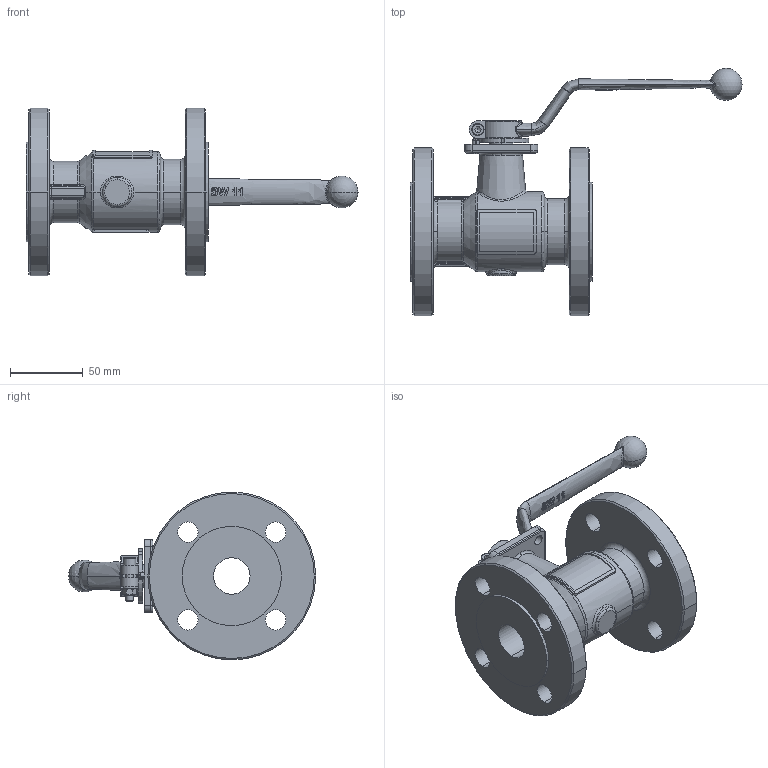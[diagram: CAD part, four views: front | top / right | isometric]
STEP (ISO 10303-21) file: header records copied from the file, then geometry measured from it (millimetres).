
FILE_DESCRIPTION(('STEP AP214'),'1');
FILE_NAME('valve_ksl75-25-16-b.stp','2018-01-29T07:38:57',('TraceParts'),('TraceParts S.A.'),'Spatial InterOp 3D',' ',' ');
FILE_SCHEMA(('automotive_design'));
Length unit declared in the file: millimetre
Products named in the file (1): valve_ksl75-25-16-b
Bounding box: 227.5 x 169.5 x 115 mm (x, y, z)
Volume: 479415.5 mm3; surface area: 96896.8 mm2
Topology: 1 solids, 1 shells, 596 faces, 1628 edges, 1043 vertices
Faces by surface type: plane 210, cylinder 147, bspline 140, torus 56, cone 37, sphere 6
Entity records: 29924 total; most frequent: CARTESIAN_POINT 10901, ORIENTED_EDGE 3240, DIRECTION 2611, EDGE_CURVE 1620, VERTEX_POINT 1043, AXIS2_PLACEMENT_3D 972, EDGE_LOOP 667, LINE 667
